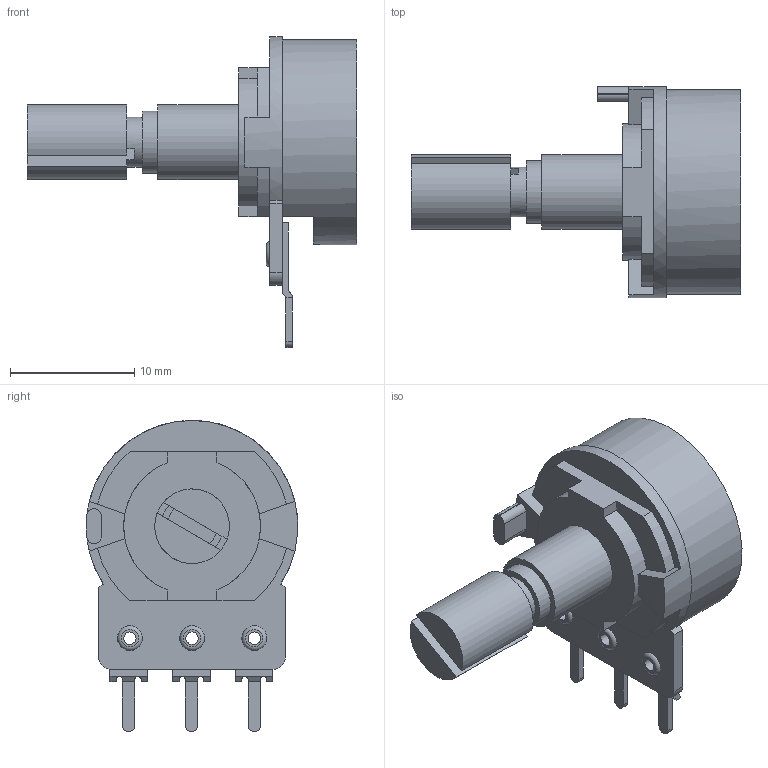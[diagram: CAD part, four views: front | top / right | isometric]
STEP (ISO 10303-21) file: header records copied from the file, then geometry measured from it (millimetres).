
FILE_DESCRIPTION( ( '' ), ' ' );
FILE_NAME( '58dce0c623460e0f6dbda898.step', '2017-03-30T10:41:10', ( '' ), ( '' ), ' ', ' ', ' ' );
FILE_SCHEMA( ( 'AUTOMOTIVE_DESIGN { 1 0 10303 214 1 1 1 1 }' ) );
Length unit declared in the file: metre
Products named in the file (1): Open CASCADE STEP translator 6.8 1
Bounding box: 26.5 x 16.98 x 25 mm (x, y, z)
Volume: 2308 mm3; surface area: 1646.5 mm2
Topology: 1 solids, 1 shells, 153 faces, 413 edges, 269 vertices
Faces by surface type: plane 110, cylinder 40, torus 3
Full cylindrical faces by diameter (mm): 1 x3, 4 x1, 5 x1, 6 x1, 16.5 x1
Entity records: 7941 total; most frequent: CARTESIAN_POINT 894, ORIENTED_EDGE 802, DIRECTION 762, STYLED_ITEM 554, PRESENTATION_STYLE_ASSIGNMENT 554, COLOUR_RGB 554, EDGE_CURVE 401, CURVE_STYLE 401
